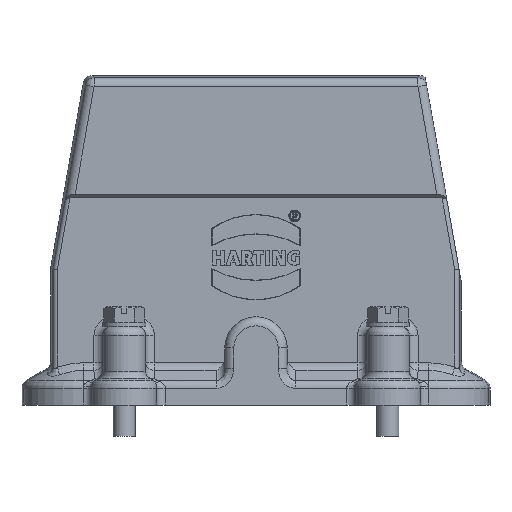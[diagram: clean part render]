
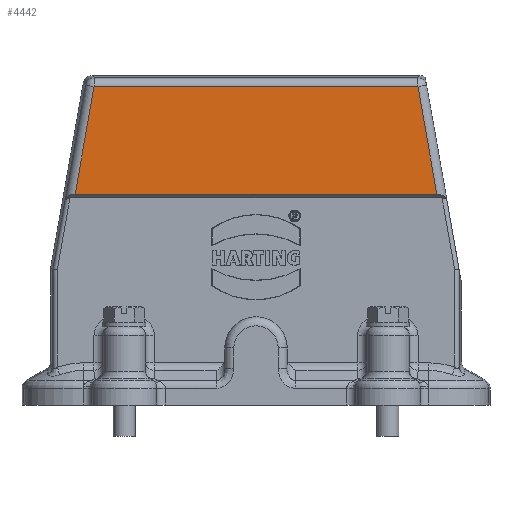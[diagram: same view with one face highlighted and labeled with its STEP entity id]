
A CAD part, front view. The second image highlights one B-rep face of the part: STEP entity #4442.
In plain terms, the highlighted planar face has unit normal (0, -1, 0).
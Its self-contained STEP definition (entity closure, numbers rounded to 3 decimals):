
#4442=ADVANCED_FACE('',(#5336),#5064,.T.);
#5064=PLANE('',#14990);
#5336=FACE_OUTER_BOUND('',#5988,.T.);
#5988=EDGE_LOOP('',(#7184,#7185,#7186,#7187));
#7184=ORIENTED_EDGE('',*,*,#10811,.F.);
#7185=ORIENTED_EDGE('',*,*,#11088,.T.);
#7186=ORIENTED_EDGE('',*,*,#11089,.T.);
#7187=ORIENTED_EDGE('',*,*,#11090,.T.);
#9843=VERTEX_POINT('',#19555);
#9844=VERTEX_POINT('',#19557);
#10070=VERTEX_POINT('',#20273);
#10071=VERTEX_POINT('',#20275);
#10811=EDGE_CURVE('',#9843,#9844,#12246,.T.);
#11088=EDGE_CURVE('',#9843,#10070,#12426,.T.);
#11089=EDGE_CURVE('',#10070,#10071,#12427,.T.);
#11090=EDGE_CURVE('',#10071,#9844,#12428,.T.);
#12246=LINE('',#19556,#12968);
#12426=LINE('',#20272,#13148);
#12427=LINE('',#20274,#13149);
#12428=LINE('',#20276,#13150);
#12968=VECTOR('',#16247,1.);
#13148=VECTOR('',#16657,1.);
#13149=VECTOR('',#16658,1.);
#13150=VECTOR('',#16659,1.);
#14990=AXIS2_PLACEMENT_3D('',#20277,#16660,#16661);
#16247=DIRECTION('',(-1.,0.,0.));
#16657=DIRECTION('',(-0.174,0.,0.985));
#16658=DIRECTION('',(-1.,0.,0.));
#16659=DIRECTION('',(-0.174,0.,-0.985));
#16660=DIRECTION('',(0.,-1.,0.));
#16661=DIRECTION('',(0.,0.,-1.));
#19555=CARTESIAN_POINT('',(41.163,-23.,36.55));
#19556=CARTESIAN_POINT('',(55.,-23.,36.55));
#19557=CARTESIAN_POINT('',(-41.163,-23.,36.55));
#20272=CARTESIAN_POINT('',(36.568,-23.,62.609));
#20273=CARTESIAN_POINT('',(36.851,-23.,60.999));
#20274=CARTESIAN_POINT('',(-38.486,-23.,60.999));
#20275=CARTESIAN_POINT('',(-36.851,-23.,60.999));
#20276=CARTESIAN_POINT('',(-41.222,-23.,36.212));
#20277=CARTESIAN_POINT('',(0.,-23.,0.));
